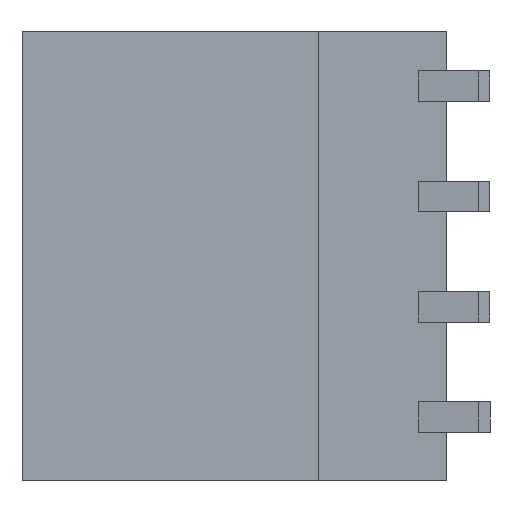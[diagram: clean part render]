
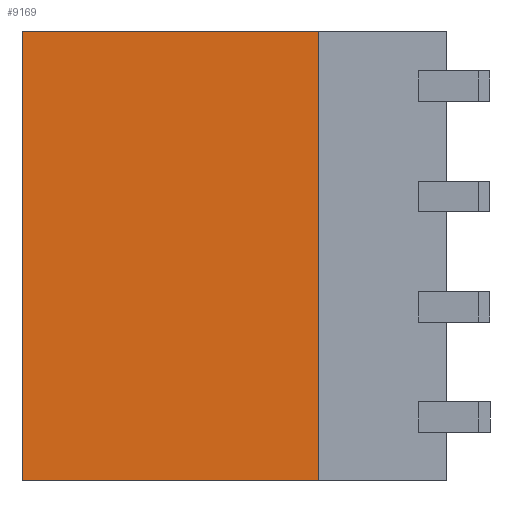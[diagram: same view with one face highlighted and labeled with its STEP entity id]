
A CAD part, left-side view. The second image highlights one B-rep face of the part: STEP entity #9169.
In plain terms, the highlighted planar face has unit normal (-1, 0, 0).
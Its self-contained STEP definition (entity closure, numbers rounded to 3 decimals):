
#251 = EDGE_CURVE ( 'NONE', #8274, #6807, #9246, .T. ) ;
#263 = VECTOR ( 'NONE', #7717, 1000. ) ;
#481 = DIRECTION ( 'NONE',  ( 1., 0., 0. ) ) ;
#681 = PLANE ( 'NONE',  #5361 ) ;
#705 = ORIENTED_EDGE ( 'NONE', *, *, #251, .T. ) ;
#1168 = CARTESIAN_POINT ( 'NONE',  ( -3.5, 9.63, -5.1 ) ) ;
#1399 = DIRECTION ( 'NONE',  ( 0., 1., 0. ) ) ;
#2109 = DIRECTION ( 'NONE',  ( 0., 0., 1. ) ) ;
#2354 = EDGE_CURVE ( 'NONE', #8274, #5136, #4437, .T. ) ;
#3201 = LINE ( 'NONE', #3972, #263 ) ;
#3323 = EDGE_CURVE ( 'NONE', #6807, #8250, #3201, .T. ) ;
#3407 = EDGE_CURVE ( 'NONE', #5136, #8250, #5668, .T. ) ;
#3972 = CARTESIAN_POINT ( 'NONE',  ( -3.5, 9.63, 5.1 ) ) ;
#4100 = CARTESIAN_POINT ( 'NONE',  ( -3.5, 9.63, -5.1 ) ) ;
#4141 = ORIENTED_EDGE ( 'NONE', *, *, #3323, .T. ) ;
#4437 = LINE ( 'NONE', #9481, #9031 ) ;
#5136 = VERTEX_POINT ( 'NONE', #1168 ) ;
#5219 = CARTESIAN_POINT ( 'NONE',  ( -3.5, 2.917, -5.1 ) ) ;
#5361 = AXIS2_PLACEMENT_3D ( 'NONE', #4100, #481, #8524 ) ;
#5668 = LINE ( 'NONE', #8582, #9347 ) ;
#6005 = FACE_OUTER_BOUND ( 'NONE', #6761, .T. ) ;
#6086 = DIRECTION ( 'NONE',  ( 0., 0., 1. ) ) ;
#6761 = EDGE_LOOP ( 'NONE', ( #705, #4141, #7496, #7937 ) ) ;
#6769 = CARTESIAN_POINT ( 'NONE',  ( -3.5, 9.63, 5.1 ) ) ;
#6807 = VERTEX_POINT ( 'NONE', #7566 ) ;
#6866 = CARTESIAN_POINT ( 'NONE',  ( -3.5, 2.917, -5.1 ) ) ;
#7496 = ORIENTED_EDGE ( 'NONE', *, *, #3407, .F. ) ;
#7566 = CARTESIAN_POINT ( 'NONE',  ( -3.5, 2.917, 5.1 ) ) ;
#7717 = DIRECTION ( 'NONE',  ( 0., 1., 0. ) ) ;
#7937 = ORIENTED_EDGE ( 'NONE', *, *, #2354, .F. ) ;
#8250 = VERTEX_POINT ( 'NONE', #6769 ) ;
#8274 = VERTEX_POINT ( 'NONE', #5219 ) ;
#8524 = DIRECTION ( 'NONE',  ( 0., 0., -1. ) ) ;
#8582 = CARTESIAN_POINT ( 'NONE',  ( -3.5, 9.63, 0. ) ) ;
#8862 = VECTOR ( 'NONE', #6086, 1000. ) ;
#9031 = VECTOR ( 'NONE', #1399, 1000. ) ;
#9169 = ADVANCED_FACE ( 'NONE', ( #6005 ), #681, .F. ) ;
#9246 = LINE ( 'NONE', #6866, #8862 ) ;
#9347 = VECTOR ( 'NONE', #2109, 1000. ) ;
#9481 = CARTESIAN_POINT ( 'NONE',  ( -3.5, 9.63, -5.1 ) ) ;
